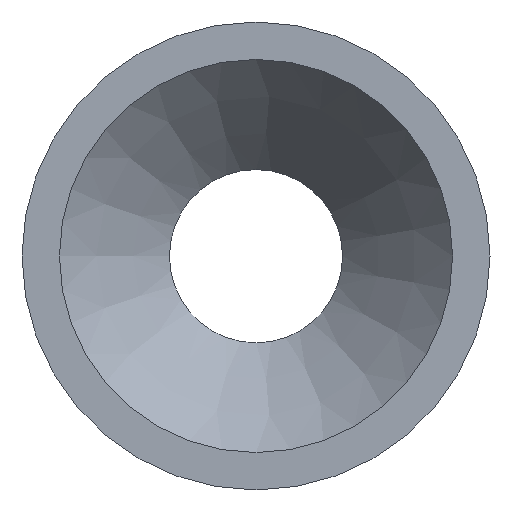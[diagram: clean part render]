
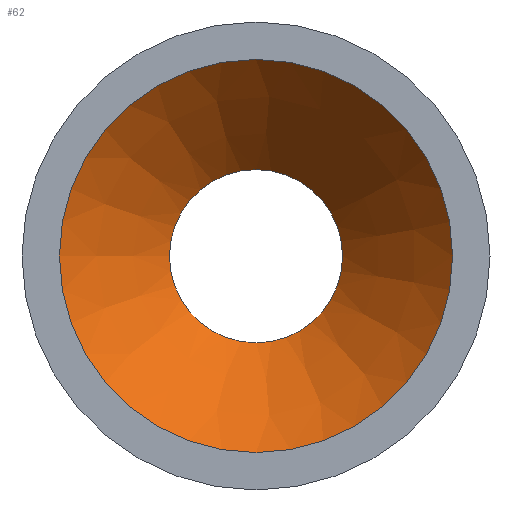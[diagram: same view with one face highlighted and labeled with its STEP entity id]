
A CAD part, top view. The second image highlights one B-rep face of the part: STEP entity #62.
In plain terms, the highlighted conical face has half-angle 41 degrees and reference radius 3.025 mm.
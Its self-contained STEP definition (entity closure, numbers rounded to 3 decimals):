
#15=LINE('',#115,#17);
#17=VECTOR('',#97,3.025);
#19=CONICAL_SURFACE('',#82,3.025,0.716);
#24=FACE_OUTER_BOUND('',#29,.T.);
#29=EDGE_LOOP('',(#49,#50,#51,#52));
#34=CIRCLE('',#81,4.2);
#35=CIRCLE('',#83,1.85);
#38=VERTEX_POINT('',#111);
#39=VERTEX_POINT('',#114);
#42=EDGE_CURVE('',#38,#38,#34,.T.);
#43=EDGE_CURVE('',#38,#39,#15,.T.);
#44=EDGE_CURVE('',#39,#39,#35,.T.);
#49=ORIENTED_EDGE('',*,*,#42,.T.);
#50=ORIENTED_EDGE('',*,*,#43,.T.);
#51=ORIENTED_EDGE('',*,*,#44,.F.);
#52=ORIENTED_EDGE('',*,*,#43,.F.);
#62=ADVANCED_FACE('',(#24),#19,.F.);
#81=AXIS2_PLACEMENT_3D('',#112,#93,#94);
#82=AXIS2_PLACEMENT_3D('',#113,#95,#96);
#83=AXIS2_PLACEMENT_3D('',#116,#98,#99);
#93=DIRECTION('center_axis',(0.,0.,1.));
#94=DIRECTION('ref_axis',(1.,0.,0.));
#95=DIRECTION('center_axis',(0.,0.,1.));
#96=DIRECTION('ref_axis',(1.,0.,0.));
#97=DIRECTION('',(0.656,0.,-0.755));
#98=DIRECTION('center_axis',(0.,0.,1.));
#99=DIRECTION('ref_axis',(1.,0.,0.));
#111=CARTESIAN_POINT('',(-4.2,0.,2.703));
#112=CARTESIAN_POINT('Origin',(0.,0.,2.703));
#113=CARTESIAN_POINT('Origin',(0.,0.,1.352));
#114=CARTESIAN_POINT('',(-1.85,0.,0.));
#115=CARTESIAN_POINT('',(-3.025,0.,1.352));
#116=CARTESIAN_POINT('Origin',(0.,0.,0.));
